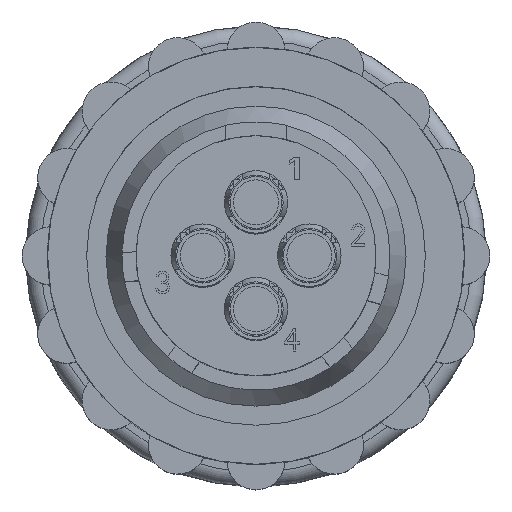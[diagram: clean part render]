
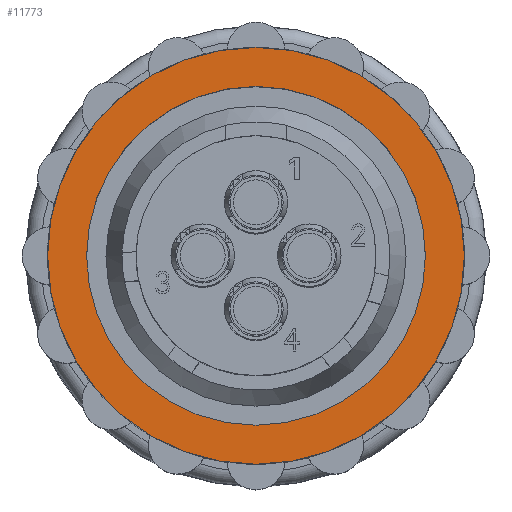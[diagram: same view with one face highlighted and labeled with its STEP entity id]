
A CAD part, top view. The second image highlights one B-rep face of the part: STEP entity #11773.
In plain terms, the highlighted planar face has unit normal (0, 0, 1).
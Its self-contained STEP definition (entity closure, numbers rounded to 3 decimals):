
#418=FACE_BOUND('',#1720,.T.);
#460=PLANE('',#12672);
#1034=FACE_OUTER_BOUND('',#1719,.T.);
#1719=EDGE_LOOP('',(#8652));
#1720=EDGE_LOOP('',(#8653,#8654));
#2441=CIRCLE('',#12670,8.877);
#2442=CIRCLE('',#12671,8.877);
#2443=CIRCLE('',#12673,10.922);
#5535=VERTEX_POINT('',#20673);
#5536=VERTEX_POINT('',#20674);
#5537=VERTEX_POINT('',#20679);
#6732=EDGE_CURVE('',#5535,#5536,#2441,.T.);
#6734=EDGE_CURVE('',#5536,#5535,#2442,.T.);
#6735=EDGE_CURVE('',#5537,#5537,#2443,.T.);
#8652=ORIENTED_EDGE('',*,*,#6735,.T.);
#8653=ORIENTED_EDGE('',*,*,#6732,.F.);
#8654=ORIENTED_EDGE('',*,*,#6734,.F.);
#11773=ADVANCED_FACE('',(#1034,#418),#460,.F.);
#12670=AXIS2_PLACEMENT_3D('',#20675,#14060,#14061);
#12671=AXIS2_PLACEMENT_3D('',#20677,#14063,#14064);
#12672=AXIS2_PLACEMENT_3D('',#20678,#14065,#14066);
#12673=AXIS2_PLACEMENT_3D('',#20680,#14067,#14068);
#14060=DIRECTION('center_axis',(0.,0.,1.));
#14061=DIRECTION('ref_axis',(-1.,0.,0.));
#14063=DIRECTION('center_axis',(0.,0.,1.));
#14064=DIRECTION('ref_axis',(-1.,0.,0.));
#14065=DIRECTION('center_axis',(0.,0.,-1.));
#14066=DIRECTION('ref_axis',(-1.,0.,0.));
#14067=DIRECTION('center_axis',(0.,0.,1.));
#14068=DIRECTION('ref_axis',(-1.,0.,0.));
#20673=CARTESIAN_POINT('',(8.877,0.,-4.216));
#20674=CARTESIAN_POINT('',(-8.877,0.,-4.216));
#20675=CARTESIAN_POINT('Origin',(0.,0.,-4.216));
#20677=CARTESIAN_POINT('Origin',(0.,0.,-4.216));
#20678=CARTESIAN_POINT('Origin',(0.,0.,-4.216));
#20679=CARTESIAN_POINT('',(-10.922,0.,-4.216));
#20680=CARTESIAN_POINT('Origin',(0.,0.,-4.216));
